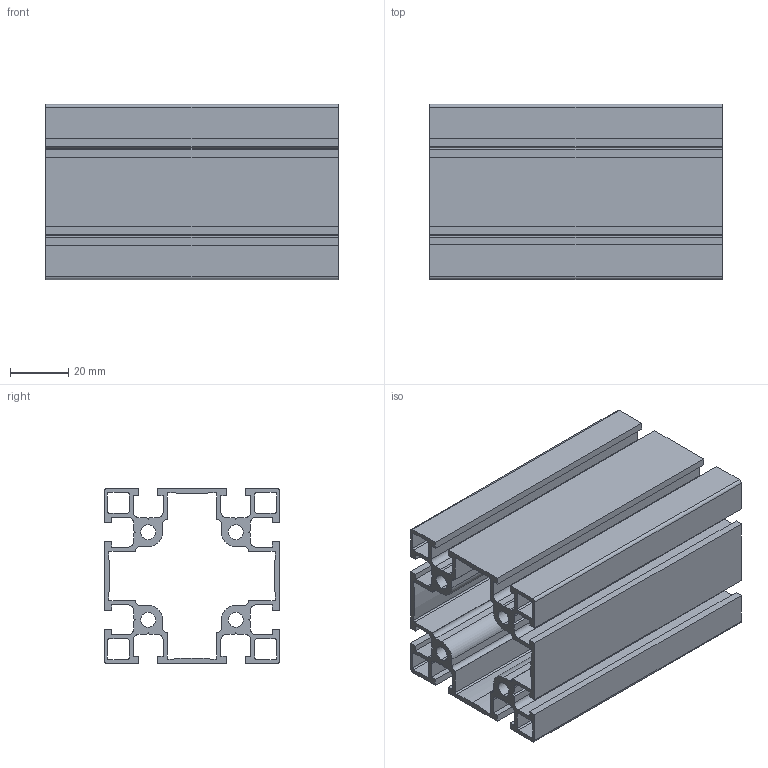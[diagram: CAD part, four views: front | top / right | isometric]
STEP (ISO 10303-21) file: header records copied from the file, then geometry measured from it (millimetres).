
FILE_DESCRIPTION (( 'STEP AP203' ), '1' );
FILE_NAME ('084.100.011.STEP', '2013-01-21T09:02:29', ( '' ), ( '' ), 'SwSTEP 2.0', 'SolidWorks 2011', '' );
FILE_SCHEMA (( 'CONFIG_CONTROL_DESIGN' ));
Length unit declared in the file: millimetre
Products named in the file (1): 084.100.011
Bounding box: 100 x 60 x 60 mm (x, y, z)
Volume: 80133.2 mm3; surface area: 86284.1 mm2
Topology: 1 solids, 1 shells, 205 faces, 609 edges, 406 vertices
Faces by surface type: plane 134, cylinder 71
Entity records: 6978 total; most frequent: CARTESIAN_POINT 1221, ORIENTED_EDGE 1218, DIRECTION 1163, EDGE_CURVE 609, LINE 467, VECTOR 467, VERTEX_POINT 406, AXIS2_PLACEMENT_3D 348
